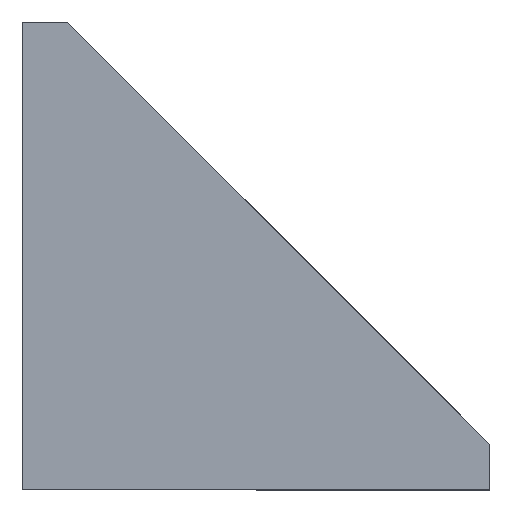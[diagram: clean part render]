
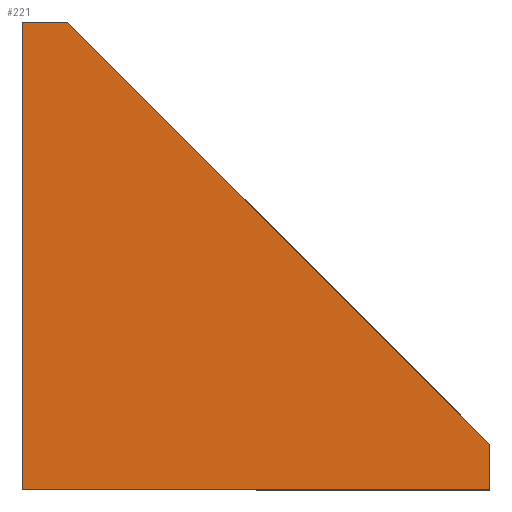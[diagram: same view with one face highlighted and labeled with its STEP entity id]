
A CAD part, top view. The second image highlights one B-rep face of the part: STEP entity #221.
In plain terms, the highlighted planar face has unit normal (0, 0, 1).
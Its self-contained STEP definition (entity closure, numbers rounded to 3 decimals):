
#221=ADVANCED_FACE('',(#343),#344,.F.);
#343=FACE_OUTER_BOUND('',#548,.T.);
#344=PLANE('',#549);
#548=EDGE_LOOP('',(#936,#937,#938,#939,#940));
#549=AXIS2_PLACEMENT_3D('',#941,#942,#943);
#936=ORIENTED_EDGE('',*,*,#1711,.F.);
#937=ORIENTED_EDGE('',*,*,#1584,.T.);
#938=ORIENTED_EDGE('',*,*,#1712,.F.);
#939=ORIENTED_EDGE('',*,*,#1627,.T.);
#940=ORIENTED_EDGE('',*,*,#1578,.T.);
#941=CARTESIAN_POINT('',(0.0,0.0,29.0));
#942=DIRECTION('',(0.0,0.0,-1.0));
#943=DIRECTION('',(-1.0,0.0,0.0));
#1578=EDGE_CURVE('',#1896,#1894,#1897,.T.);
#1584=EDGE_CURVE('',#1907,#1908,#1909,.T.);
#1627=EDGE_CURVE('',#1989,#1896,#1992,.T.);
#1711=EDGE_CURVE('',#1907,#1894,#2156,.T.);
#1712=EDGE_CURVE('',#1989,#1908,#2157,.T.);
#1894=VERTEX_POINT('',#2368);
#1896=VERTEX_POINT('',#2371);
#1897=LINE('',#2372,#2373);
#1907=VERTEX_POINT('',#2388);
#1908=VERTEX_POINT('',#2389);
#1909=LINE('',#2390,#2391);
#1989=VERTEX_POINT('',#2492);
#1992=LINE('',#2497,#2498);
#2156=LINE('',#2706,#2707);
#2157=LINE('',#2708,#2709);
#2368=CARTESIAN_POINT('',(57.0,0.0,29.0));
#2371=CARTESIAN_POINT('',(0.,0.0,29.0));
#2372=CARTESIAN_POINT('',(31.255,0.0,29.0));
#2373=VECTOR('',#2964,1.0);
#2388=CARTESIAN_POINT('',(57.0,5.51,29.0));
#2389=CARTESIAN_POINT('',(5.51,57.0,29.0));
#2390=CARTESIAN_POINT('',(59.51,3.,29.0));
#2391=VECTOR('',#2970,1.0);
#2492=CARTESIAN_POINT('',(0.,57.0,29.0));
#2497=CARTESIAN_POINT('',(0.0,31.255,29.0));
#2498=VECTOR('',#3051,1.0);
#2706=CARTESIAN_POINT('',(57.0,0.,29.0));
#2707=VECTOR('',#3213,1.0);
#2708=CARTESIAN_POINT('',(0.,57.0,29.0));
#2709=VECTOR('',#3214,1.0);
#2964=DIRECTION('',(1.0,0.,0.0));
#2970=DIRECTION('',(-0.707,0.707,0.0));
#3051=DIRECTION('',(0.,-1.0,0.0));
#3213=DIRECTION('',(0.,-1.0,0.0));
#3214=DIRECTION('',(1.0,0.,0.0));
